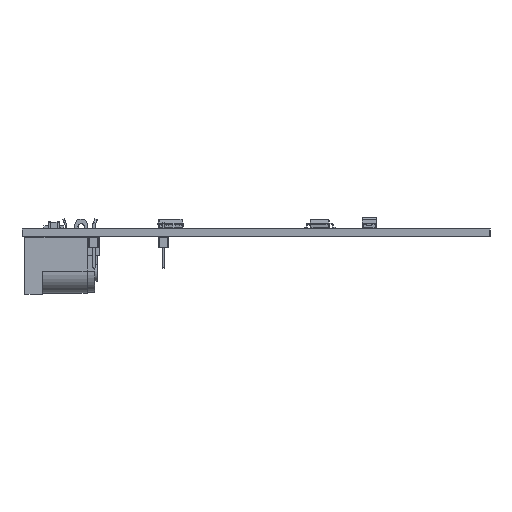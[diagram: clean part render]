
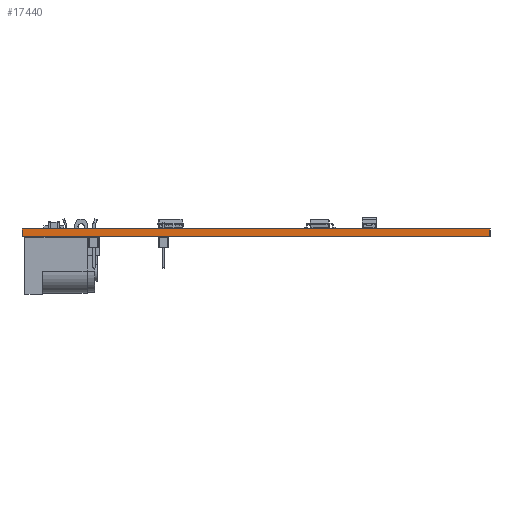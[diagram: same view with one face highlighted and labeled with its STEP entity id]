
A CAD part, left-side view. The second image highlights one B-rep face of the part: STEP entity #17440.
In plain terms, the highlighted planar face has unit normal (-1, 0, 0).
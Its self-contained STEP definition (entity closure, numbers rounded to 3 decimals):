
#17384 = VERTEX_POINT('',#17385);
#17385 = CARTESIAN_POINT('',(100.,-115.,1.51));
#17391 = EDGE_CURVE('',#17392,#17384,#17394,.T.);
#17392 = VERTEX_POINT('',#17393);
#17393 = CARTESIAN_POINT('',(100.,-115.,0.));
#17394 = LINE('',#17395,#17396);
#17395 = CARTESIAN_POINT('',(100.,-115.,0.));
#17396 = VECTOR('',#17397,1.);
#17397 = DIRECTION('',(0.,0.,1.));
#17440 = ADVANCED_FACE('',(#17441),#17466,.T.);
#17441 = FACE_BOUND('',#17442,.T.);
#17442 = EDGE_LOOP('',(#17443,#17444,#17452,#17460));
#17443 = ORIENTED_EDGE('',*,*,#17391,.T.);
#17444 = ORIENTED_EDGE('',*,*,#17445,.T.);
#17445 = EDGE_CURVE('',#17384,#17446,#17448,.T.);
#17446 = VERTEX_POINT('',#17447);
#17447 = CARTESIAN_POINT('',(100.,-25.,1.51));
#17448 = LINE('',#17449,#17450);
#17449 = CARTESIAN_POINT('',(100.,-115.,1.51));
#17450 = VECTOR('',#17451,1.);
#17451 = DIRECTION('',(0.,1.,0.));
#17452 = ORIENTED_EDGE('',*,*,#17453,.F.);
#17453 = EDGE_CURVE('',#17454,#17446,#17456,.T.);
#17454 = VERTEX_POINT('',#17455);
#17455 = CARTESIAN_POINT('',(100.,-25.,0.));
#17456 = LINE('',#17457,#17458);
#17457 = CARTESIAN_POINT('',(100.,-25.,0.));
#17458 = VECTOR('',#17459,1.);
#17459 = DIRECTION('',(0.,0.,1.));
#17460 = ORIENTED_EDGE('',*,*,#17461,.F.);
#17461 = EDGE_CURVE('',#17392,#17454,#17462,.T.);
#17462 = LINE('',#17463,#17464);
#17463 = CARTESIAN_POINT('',(100.,-115.,0.));
#17464 = VECTOR('',#17465,1.);
#17465 = DIRECTION('',(0.,1.,0.));
#17466 = PLANE('',#17467);
#17467 = AXIS2_PLACEMENT_3D('',#17468,#17469,#17470);
#17468 = CARTESIAN_POINT('',(100.,-115.,0.));
#17469 = DIRECTION('',(-1.,0.,0.));
#17470 = DIRECTION('',(0.,1.,0.));
